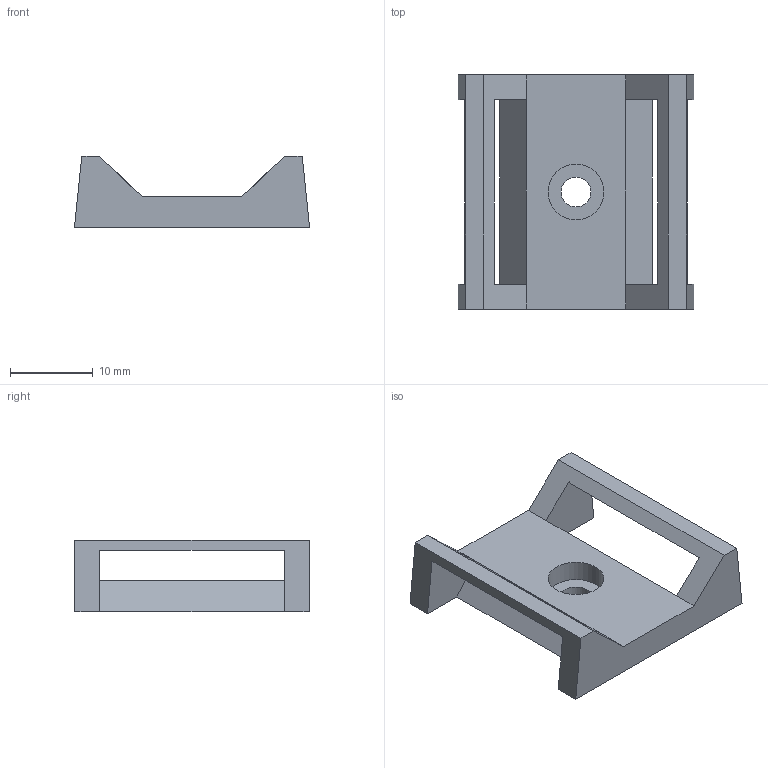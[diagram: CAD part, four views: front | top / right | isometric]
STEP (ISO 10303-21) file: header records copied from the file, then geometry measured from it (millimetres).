
FILE_DESCRIPTION(/* description */ (''),/* implementation_level */ '2;1');
FILE_NAME(/* name */ 'PANDUIT_ABMT_S6.stp',/* time_stamp */ '2013-09-11T13:32:21-05:00',/* author */ (''),/* organization */ (''),/* preprocessor_version */ 'ST-DEVELOPER v11',/* originating_system */ 'SIEMENS PLM Software NX 7.5',/* authorisation */ '');
FILE_SCHEMA (('CONFIG_CONTROL_DESIGN'));
Length unit declared in the file: inch
Products named in the file (1): bwg1C9Fz4h8
Bounding box: 28.45 x 28.35 x 8.64 mm (x, y, z)
Volume: 2245.2 mm3; surface area: 2280.6 mm2
Topology: 1 solids, 1 shells, 21 faces, 62 edges, 40 vertices
Faces by surface type: plane 19, cylinder 2
Full cylindrical faces by diameter (mm): 3.607 x1, 6.731 x1
Entity records: 778 total; most frequent: CARTESIAN_POINT 122, ORIENTED_EDGE 120, DIRECTION 108, EDGE_CURVE 60, LINE 56, VECTOR 56, VERTEX_POINT 40, EDGE_LOOP 26
